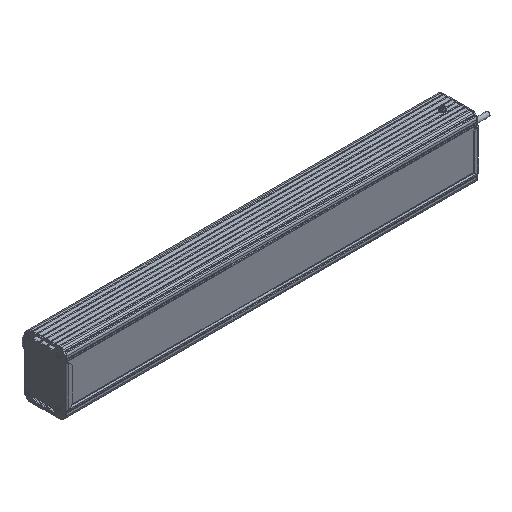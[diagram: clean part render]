
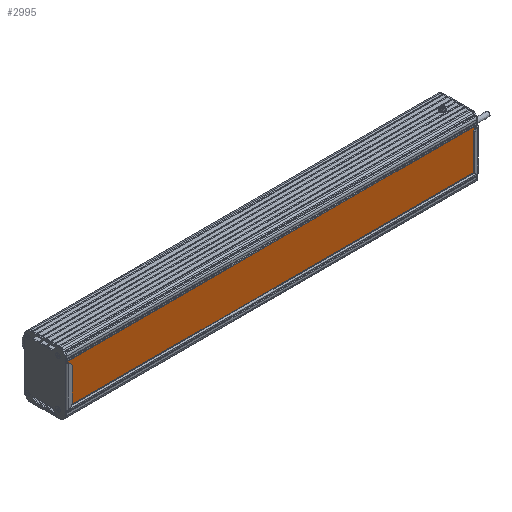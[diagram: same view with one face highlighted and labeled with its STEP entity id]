
A CAD part, isometric view. The second image highlights one B-rep face of the part: STEP entity #2995.
In plain terms, the highlighted face is planar.
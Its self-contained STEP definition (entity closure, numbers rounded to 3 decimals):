
#2995=ADVANCED_FACE('',(#9414),#9416,.T.);
#9414=FACE_BOUND('',#9415,.T.);
#9415=EDGE_LOOP('',(#31658,#31659,#31660,#31661));
#9416=PLANE('',#9417);
#9417=AXIS2_PLACEMENT_3D('',#9418,#9419,#9420);
#9418=CARTESIAN_POINT('',(120.465,593.492,117.308));
#9419=DIRECTION('',(0.,0.,-1.));
#9420=DIRECTION('',(0.,1.,0.));
#31658=ORIENTED_EDGE('',*,*,#35431,.T.);
#31659=ORIENTED_EDGE('',*,*,#35430,.T.);
#31660=ORIENTED_EDGE('',*,*,#35432,.F.);
#31661=ORIENTED_EDGE('',*,*,#35433,.F.);
#35430=EDGE_CURVE('',#38383,#38388,#38390,.T.);
#35431=EDGE_CURVE('',#38391,#38383,#38392,.T.);
#35432=EDGE_CURVE('',#38393,#38388,#38394,.T.);
#35433=EDGE_CURVE('',#38391,#38393,#38395,.T.);
#38383=VERTEX_POINT('',#48134);
#38388=VERTEX_POINT('',#48143);
#38390=LINE('',#48147,#48148);
#38391=VERTEX_POINT('',#48150);
#38392=LINE('',#48151,#48152);
#38393=VERTEX_POINT('',#48154);
#38394=LINE('',#48155,#48156);
#38395=LINE('',#48158,#48159);
#48134=CARTESIAN_POINT('',(120.465,679.838,117.308));
#48143=CARTESIAN_POINT('',(866.465,679.838,117.308));
#48147=CARTESIAN_POINT('',(120.465,679.838,117.308));
#48148=VECTOR('',#48149,1.);
#48149=DIRECTION('',(1.,0.,0.));
#48150=CARTESIAN_POINT('',(120.465,593.492,117.308));
#48151=CARTESIAN_POINT('',(120.465,593.492,117.308));
#48152=VECTOR('',#48153,1.);
#48153=DIRECTION('',(0.,1.,0.));
#48154=CARTESIAN_POINT('',(866.465,593.492,117.308));
#48155=CARTESIAN_POINT('',(866.465,593.492,117.308));
#48156=VECTOR('',#48157,1.);
#48157=DIRECTION('',(0.,1.,0.));
#48158=CARTESIAN_POINT('',(120.465,593.492,117.308));
#48159=VECTOR('',#48160,1.);
#48160=DIRECTION('',(1.,0.,0.));
